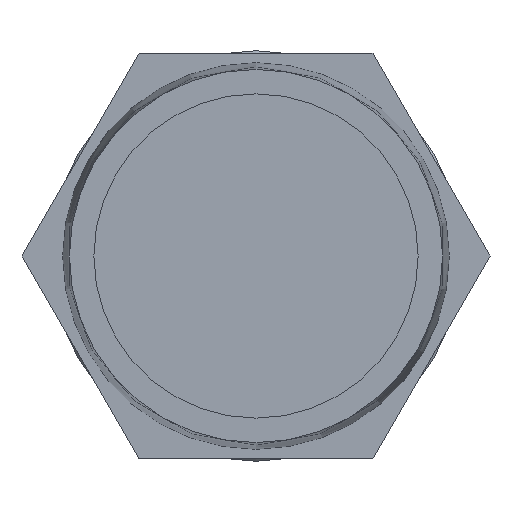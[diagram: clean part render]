
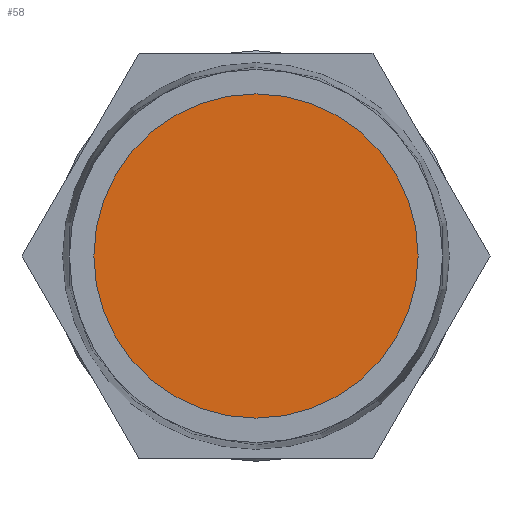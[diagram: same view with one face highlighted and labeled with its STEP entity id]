
A CAD part, front view. The second image highlights one B-rep face of the part: STEP entity #58.
In plain terms, the highlighted planar face has unit normal (0, -1, 0).
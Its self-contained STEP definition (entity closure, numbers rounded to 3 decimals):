
#58 = ADVANCED_FACE( '', ( #131 ), #132, .T. );
#131 = FACE_OUTER_BOUND( '', #226, .T. );
#132 = PLANE( '', #227 );
#226 = EDGE_LOOP( '', ( #336 ) );
#227 = AXIS2_PLACEMENT_3D( '', #337, #338, #339 );
#336 = ORIENTED_EDGE( '', *, *, #483, .T. );
#337 = CARTESIAN_POINT( '', ( 0., 27., 0. ) );
#338 = DIRECTION( '', ( 0., -1., 0. ) );
#339 = DIRECTION( '', ( 1., 0., 0. ) );
#483 = EDGE_CURVE( '', #556, #556, #557, .T. );
#556 = VERTEX_POINT( '', #654 );
#557 = CIRCLE( '', #655, 36. );
#654 = CARTESIAN_POINT( '', ( -36., 27., 0. ) );
#655 = AXIS2_PLACEMENT_3D( '', #735, #736, #737 );
#735 = CARTESIAN_POINT( '', ( 0., 27., 0. ) );
#736 = DIRECTION( '', ( 0., -1., 0. ) );
#737 = DIRECTION( '', ( -1., 0., 0. ) );
